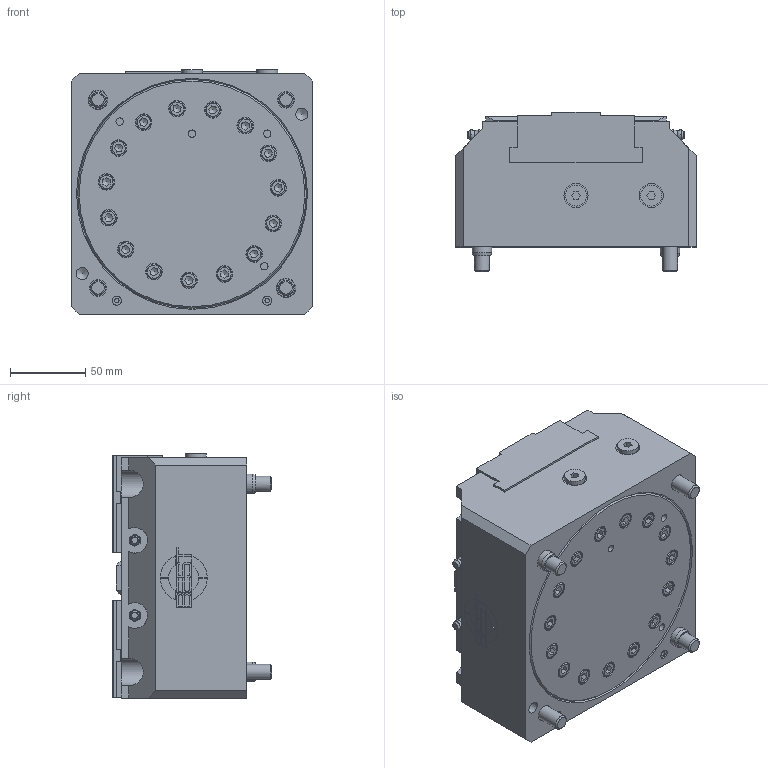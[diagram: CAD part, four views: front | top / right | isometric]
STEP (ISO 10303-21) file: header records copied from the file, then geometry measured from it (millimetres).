
FILE_DESCRIPTION(/* description */ ('Hydr. Zentrierspanner BSH-160'),/* implementation_level */ '2;1');
FILE_NAME(/* name */ '100-0160-001-Kunde (verstellbar).stp',/* time_stamp */ '2023-01-20T08:28:42+01:00',/* author */ ('Chiacchiera'),/* organization */ (''),/* preprocessor_version */ 'ST-DEVELOPER v19.2',/* originating_system */ 'Autodesk Inventor 2023',/* authorisation */ '');
FILE_SCHEMA (('AUTOMOTIVE_DESIGN { 1 0 10303 214 3 1 1 }'));
Length unit declared in the file: millimetre
Products named in the file (3): 100-0160-001-Kunde (verstellbar); 100-0160-001-Basis (verstellbar); 100-0160-001-Backe (verstellbar)
Assembly tree (3 placements, depth 2):
  100-0160-001-Kunde (verstellbar)
    100-0160-001-Basis (verstellbar)
    100-0160-001-Backe (verstellbar)  x2
Bounding box: 160 x 106 x 162.5 mm (x, y, z)
Volume: 2031019.9 mm3; surface area: 193474.1 mm2
Topology: 3 solids, 11 shells, 876 faces, 2187 edges, 1404 vertices
Faces by surface type: plane 531, cylinder 187, cone 119, torus 33, sphere 6
Full cylindrical faces by diameter (mm): 3 x8, 4.134 x1, 4.917 x8, 5 x4, 5.5 x2, 6 x2, 6.647 x24, 8 x3, 8.5 x4, 10 x25, 11 x17, 14 x2, 16 x6, 18 x4, 152 x1
Entity records: 24082 total; most frequent: CARTESIAN_POINT 4501, ORIENTED_EDGE 3878, DIRECTION 3860, EDGE_CURVE 1939, AXIS2_PLACEMENT_3D 1360, VERTEX_POINT 1272, LINE 1140, VECTOR 1140
